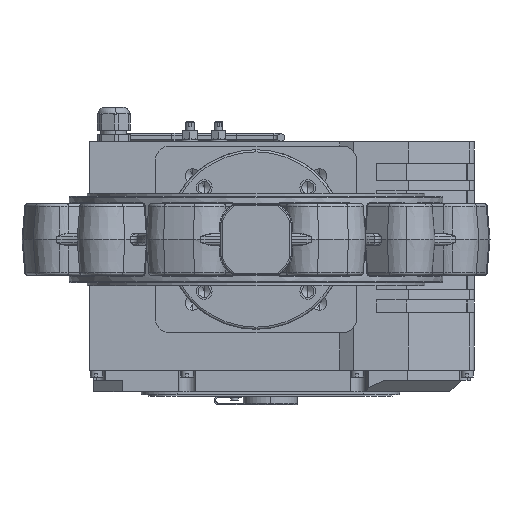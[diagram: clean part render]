
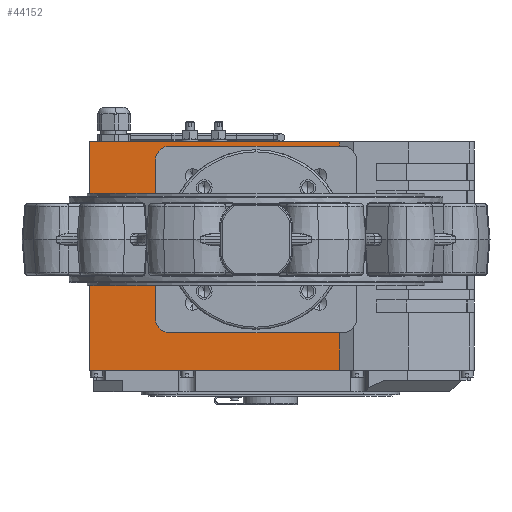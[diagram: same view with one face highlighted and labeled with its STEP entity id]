
A CAD part, front view. The second image highlights one B-rep face of the part: STEP entity #44152.
In plain terms, the highlighted planar face has unit normal (0, -1, 0).
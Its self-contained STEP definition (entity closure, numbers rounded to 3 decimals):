
#70 = EDGE_CURVE ( 'NONE', #41175, #41045, #49122, .T. ) ;
#1728 = CARTESIAN_POINT ( 'NONE',  ( -116., 249., -91. ) ) ;
#2479 = EDGE_CURVE ( 'NONE', #58869, #34872, #18511, .T. ) ;
#2973 = DIRECTION ( 'NONE',  ( 0., 0., -1. ) ) ;
#3336 = EDGE_CURVE ( 'NONE', #32327, #16465, #26727, .T. ) ;
#3482 = CARTESIAN_POINT ( 'NONE',  ( -60., 249., -55. ) ) ;
#4434 = VECTOR ( 'NONE', #39544, 1000. ) ;
#5538 = EDGE_LOOP ( 'NONE', ( #47629, #42736, #46006, #11622, #37896, #22767, #36100, #35364, #61510, #5742 ) ) ;
#5742 = ORIENTED_EDGE ( 'NONE', *, *, #57645, .F. ) ;
#6084 = CARTESIAN_POINT ( 'NONE',  ( -116., 249., 68. ) ) ;
#6235 = CIRCLE ( 'NONE', #9907, 10. ) ;
#6988 = CARTESIAN_POINT ( 'NONE',  ( 58.474, 249., -51. ) ) ;
#8712 = DIRECTION ( 'NONE',  ( -1., 0., 0. ) ) ;
#9409 = VECTOR ( 'NONE', #12942, 1000. ) ;
#9907 = AXIS2_PLACEMENT_3D ( 'NONE', #3482, #41260, #8712 ) ;
#11012 = CARTESIAN_POINT ( 'NONE',  ( 58.474, 249., -91. ) ) ;
#11622 = ORIENTED_EDGE ( 'NONE', *, *, #70, .F. ) ;
#11684 = CARTESIAN_POINT ( 'NONE',  ( -116., 249., 68. ) ) ;
#12831 = DIRECTION ( 'NONE',  ( 0., -1., 0. ) ) ;
#12863 = LINE ( 'NONE', #6084, #61008 ) ;
#12942 = DIRECTION ( 'NONE',  ( -1., 0., 0. ) ) ;
#15470 = DIRECTION ( 'NONE',  ( 1., 0., 0. ) ) ;
#15588 = VECTOR ( 'NONE', #49286, 1000. ) ;
#15799 = VECTOR ( 'NONE', #2973, 1000. ) ;
#16210 = CARTESIAN_POINT ( 'NONE',  ( 58.474, 249., 213.915 ) ) ;
#16465 = VERTEX_POINT ( 'NONE', #23098 ) ;
#17156 = CARTESIAN_POINT ( 'NONE',  ( -60., 249., 55. ) ) ;
#17415 = EDGE_CURVE ( 'NONE', #16465, #55207, #34845, .T. ) ;
#17471 = CARTESIAN_POINT ( 'NONE',  ( -116., 249., -51. ) ) ;
#18052 = DIRECTION ( 'NONE',  ( 0., -1., 0. ) ) ;
#18208 = EDGE_CURVE ( 'NONE', #32086, #41175, #23510, .T. ) ;
#18461 = CARTESIAN_POINT ( 'NONE',  ( 58.474, 249., -51. ) ) ;
#18511 = LINE ( 'NONE', #17471, #51838 ) ;
#19931 = CARTESIAN_POINT ( 'NONE',  ( -70., 249., 55. ) ) ;
#21235 = VERTEX_POINT ( 'NONE', #39291 ) ;
#22440 = DIRECTION ( 'NONE',  ( 0., 0., -1. ) ) ;
#22767 = ORIENTED_EDGE ( 'NONE', *, *, #40898, .F. ) ;
#23098 = CARTESIAN_POINT ( 'NONE',  ( 58.474, 249., -65. ) ) ;
#23510 = CIRCLE ( 'NONE', #54398, 10. ) ;
#24608 = AXIS2_PLACEMENT_3D ( 'NONE', #18461, #18052, #42106 ) ;
#24993 = VECTOR ( 'NONE', #28599, 1000. ) ;
#26306 = VECTOR ( 'NONE', #48735, 1000. ) ;
#26727 = LINE ( 'NONE', #34762, #4434 ) ;
#28599 = DIRECTION ( 'NONE',  ( -1., 0., 0. ) ) ;
#29446 = CARTESIAN_POINT ( 'NONE',  ( -60., 249., -65. ) ) ;
#30490 = VERTEX_POINT ( 'NONE', #47538 ) ;
#31711 = LINE ( 'NONE', #47500, #24993 ) ;
#32086 = VERTEX_POINT ( 'NONE', #55001 ) ;
#32327 = VERTEX_POINT ( 'NONE', #29446 ) ;
#32835 = FACE_OUTER_BOUND ( 'NONE', #5538, .T. ) ;
#34433 = CARTESIAN_POINT ( 'NONE',  ( -70., 249., -55. ) ) ;
#34762 = CARTESIAN_POINT ( 'NONE',  ( -60., 249., -65. ) ) ;
#34845 = LINE ( 'NONE', #6988, #15588 ) ;
#34872 = VERTEX_POINT ( 'NONE', #1728 ) ;
#35364 = ORIENTED_EDGE ( 'NONE', *, *, #43456, .F. ) ;
#36013 = CARTESIAN_POINT ( 'NONE',  ( -70., 249., 55. ) ) ;
#36100 = ORIENTED_EDGE ( 'NONE', *, *, #36347, .F. ) ;
#36347 = EDGE_CURVE ( 'NONE', #21235, #30490, #52212, .T. ) ;
#37896 = ORIENTED_EDGE ( 'NONE', *, *, #18208, .F. ) ;
#39291 = CARTESIAN_POINT ( 'NONE',  ( 58.474, 249., 68. ) ) ;
#39544 = DIRECTION ( 'NONE',  ( 1., 0., 0. ) ) ;
#40898 = EDGE_CURVE ( 'NONE', #30490, #32086, #42034, .T. ) ;
#41045 = VERTEX_POINT ( 'NONE', #34433 ) ;
#41175 = VERTEX_POINT ( 'NONE', #19931 ) ;
#41260 = DIRECTION ( 'NONE',  ( 0., -1., 0. ) ) ;
#42034 = LINE ( 'NONE', #51205, #9409 ) ;
#42106 = DIRECTION ( 'NONE',  ( 1., 0., 0. ) ) ;
#42698 = EDGE_CURVE ( 'NONE', #41045, #32327, #6235, .T. ) ;
#42736 = ORIENTED_EDGE ( 'NONE', *, *, #3336, .F. ) ;
#43456 = EDGE_CURVE ( 'NONE', #58869, #21235, #12863, .T. ) ;
#44152 = ADVANCED_FACE ( 'NONE', ( #32835 ), #61301, .T. ) ;
#46006 = ORIENTED_EDGE ( 'NONE', *, *, #42698, .F. ) ;
#47500 = CARTESIAN_POINT ( 'NONE',  ( 58.474, 249., -91. ) ) ;
#47538 = CARTESIAN_POINT ( 'NONE',  ( 58.474, 249., 65. ) ) ;
#47629 = ORIENTED_EDGE ( 'NONE', *, *, #17415, .F. ) ;
#48735 = DIRECTION ( 'NONE',  ( 0., 0., -1. ) ) ;
#49122 = LINE ( 'NONE', #36013, #15799 ) ;
#49286 = DIRECTION ( 'NONE',  ( 0., 0., -1. ) ) ;
#51205 = CARTESIAN_POINT ( 'NONE',  ( -60., 249., 65. ) ) ;
#51838 = VECTOR ( 'NONE', #22440, 1000. ) ;
#52212 = LINE ( 'NONE', #16210, #26306 ) ;
#54398 = AXIS2_PLACEMENT_3D ( 'NONE', #17156, #12831, #55461 ) ;
#55001 = CARTESIAN_POINT ( 'NONE',  ( -60., 249., 65. ) ) ;
#55207 = VERTEX_POINT ( 'NONE', #11012 ) ;
#55461 = DIRECTION ( 'NONE',  ( 1., 0., 0. ) ) ;
#57645 = EDGE_CURVE ( 'NONE', #55207, #34872, #31711, .T. ) ;
#58869 = VERTEX_POINT ( 'NONE', #11684 ) ;
#61008 = VECTOR ( 'NONE', #15470, 1000. ) ;
#61301 = PLANE ( 'NONE',  #24608 ) ;
#61510 = ORIENTED_EDGE ( 'NONE', *, *, #2479, .T. ) ;
